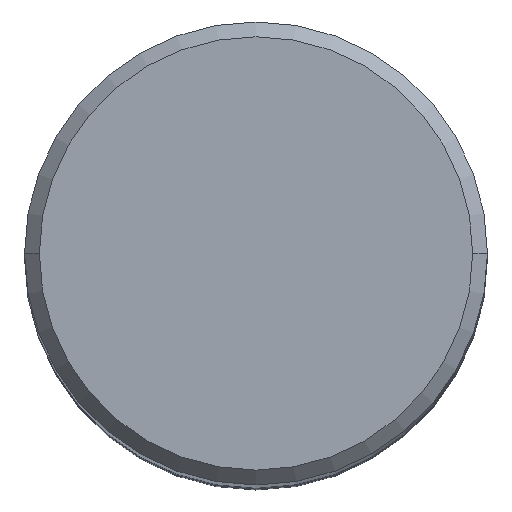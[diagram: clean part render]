
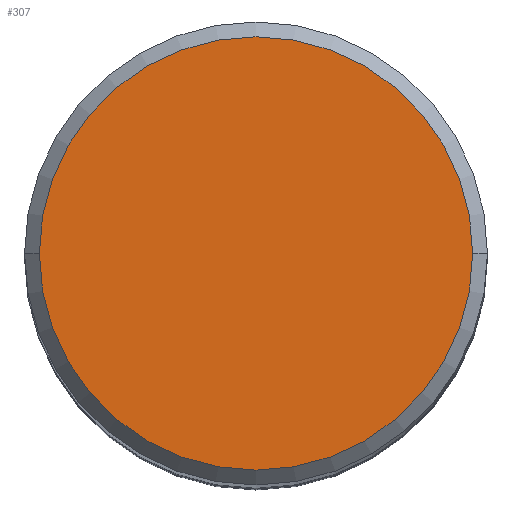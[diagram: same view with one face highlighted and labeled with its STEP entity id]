
A CAD part, top view. The second image highlights one B-rep face of the part: STEP entity #307.
In plain terms, the highlighted planar face has unit normal (0, 0, 1).
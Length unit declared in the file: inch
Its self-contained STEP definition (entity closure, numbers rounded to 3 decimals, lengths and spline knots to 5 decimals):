
#12 = EDGE_CURVE ( 'NONE', #404, #464, #676, .T. ) ;
#20 = PLANE ( 'NONE',  #344 ) ;
#77 = CIRCLE ( 'NONE', #155, 0.2925 ) ;
#106 = DIRECTION ( 'NONE',  ( 1., 0., 0. ) ) ;
#122 = DIRECTION ( 'NONE',  ( 0., 0., 1. ) ) ;
#154 = DIRECTION ( 'NONE',  ( 0., 0., -1. ) ) ;
#155 = AXIS2_PLACEMENT_3D ( 'NONE', #281, #526, #650 ) ;
#167 = CARTESIAN_POINT ( 'NONE',  ( 0., 0.2925, 0. ) ) ;
#189 = AXIS2_PLACEMENT_3D ( 'NONE', #301, #122, #106 ) ;
#216 = FACE_OUTER_BOUND ( 'NONE', #308, .T. ) ;
#242 = CARTESIAN_POINT ( 'NONE',  ( -0.2925, 0., 0. ) ) ;
#243 = ORIENTED_EDGE ( 'NONE', *, *, #303, .T. ) ;
#281 = CARTESIAN_POINT ( 'NONE',  ( 0., 0., 0. ) ) ;
#301 = CARTESIAN_POINT ( 'NONE',  ( 0., 0., 0. ) ) ;
#303 = EDGE_CURVE ( 'NONE', #464, #404, #77, .T. ) ;
#307 = ADVANCED_FACE ( 'NONE', ( #216 ), #20, .F. ) ;
#308 = EDGE_LOOP ( 'NONE', ( #243, #467 ) ) ;
#344 = AXIS2_PLACEMENT_3D ( 'NONE', #167, #154, #775 ) ;
#404 = VERTEX_POINT ( 'NONE', #542 ) ;
#464 = VERTEX_POINT ( 'NONE', #242 ) ;
#467 = ORIENTED_EDGE ( 'NONE', *, *, #12, .T. ) ;
#526 = DIRECTION ( 'NONE',  ( 0., 0., 1. ) ) ;
#542 = CARTESIAN_POINT ( 'NONE',  ( 0.2925, 0., 0. ) ) ;
#650 = DIRECTION ( 'NONE',  ( 1., 0., 0. ) ) ;
#676 = CIRCLE ( 'NONE', #189, 0.2925 ) ;
#775 = DIRECTION ( 'NONE',  ( -1., 0., 0. ) ) ;
